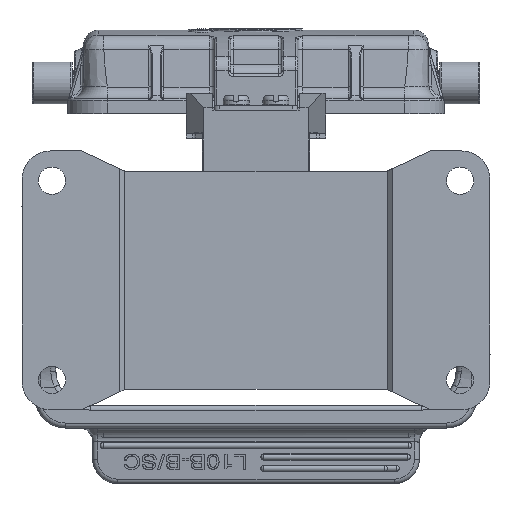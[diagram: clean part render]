
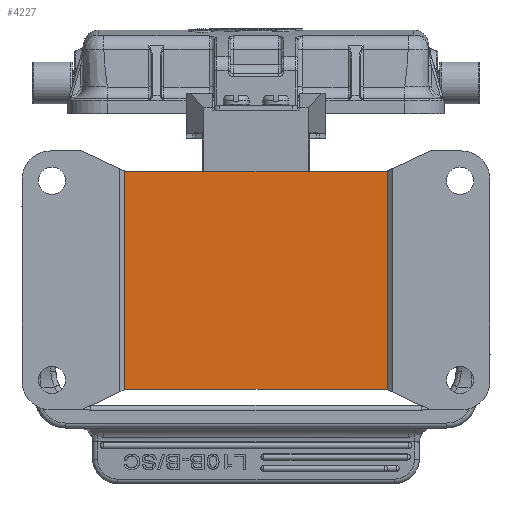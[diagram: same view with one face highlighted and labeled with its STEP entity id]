
A CAD part, front view. The second image highlights one B-rep face of the part: STEP entity #4227.
In plain terms, the highlighted planar face has unit normal (0, -1, 0).
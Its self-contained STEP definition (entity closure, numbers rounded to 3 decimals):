
#2339=PLANE('',#45266);
#4227=ADVANCED_FACE('',(#7652),#2339,.T.);
#7652=FACE_OUTER_BOUND('',#10225,.T.);
#10225=EDGE_LOOP('',(#25706,#25707,#25708,#25709,#25710,#25711,#25712,#25713));
#25706=ORIENTED_EDGE('',*,*,#38437,.F.);
#25707=ORIENTED_EDGE('',*,*,#38438,.T.);
#25708=ORIENTED_EDGE('',*,*,#38435,.F.);
#25709=ORIENTED_EDGE('',*,*,#38439,.F.);
#25710=ORIENTED_EDGE('',*,*,#38418,.F.);
#25711=ORIENTED_EDGE('',*,*,#38416,.F.);
#25712=ORIENTED_EDGE('',*,*,#38302,.F.);
#25713=ORIENTED_EDGE('',*,*,#38440,.F.);
#32918=VERTEX_POINT('',#78225);
#32919=VERTEX_POINT('',#78233);
#33006=VERTEX_POINT('',#78524);
#33007=VERTEX_POINT('',#78540);
#33018=VERTEX_POINT('',#78577);
#33019=VERTEX_POINT('',#78585);
#33020=VERTEX_POINT('',#78598);
#33021=VERTEX_POINT('',#78599);
#38302=EDGE_CURVE('',#32918,#32919,#42288,.T.);
#38416=EDGE_CURVE('',#32919,#33006,#42304,.T.);
#38418=EDGE_CURVE('',#33006,#33007,#42306,.T.);
#38435=EDGE_CURVE('',#33018,#33019,#42309,.T.);
#38437=EDGE_CURVE('',#33020,#33021,#42311,.T.);
#38438=EDGE_CURVE('',#33020,#33019,#42312,.T.);
#38439=EDGE_CURVE('',#33007,#33018,#42313,.T.);
#38440=EDGE_CURVE('',#33021,#32918,#42314,.T.);
#42288=B_SPLINE_CURVE_WITH_KNOTS('',3,(#78226,#78227,#78228,#78229,#78230,
#78231,#78232),.UNSPECIFIED.,.F.,.F.,(4,3,4),(0.,0.03,1.),
 .UNSPECIFIED.);
#42304=B_SPLINE_CURVE_WITH_KNOTS('',3,(#78520,#78521,#78522,#78523),
 .UNSPECIFIED.,.F.,.F.,(4,4),(0.,1.),.UNSPECIFIED.);
#42306=B_SPLINE_CURVE_WITH_KNOTS('',3,(#78530,#78531,#78532,#78533,#78534,
#78535,#78536,#78537,#78538,#78539),.UNSPECIFIED.,.F.,.F.,(4,3,3,4),(0.,
0.03,0.97,1.),.UNSPECIFIED.);
#42309=B_SPLINE_CURVE_WITH_KNOTS('',3,(#78578,#78579,#78580,#78581,#78582,
#78583,#78584),.UNSPECIFIED.,.F.,.F.,(4,3,4),(0.,0.03,1.),
 .UNSPECIFIED.);
#42311=B_SPLINE_CURVE_WITH_KNOTS('',3,(#78591,#78592,#78593,#78594,#78595,
#78596,#78597),.UNSPECIFIED.,.F.,.F.,(4,3,4),(0.,0.969,1.),
 .UNSPECIFIED.);
#42312=B_SPLINE_CURVE_WITH_KNOTS('',3,(#78600,#78601,#78602,#78603),
 .UNSPECIFIED.,.F.,.F.,(4,4),(0.,1.),.UNSPECIFIED.);
#42313=B_SPLINE_CURVE_WITH_KNOTS('',3,(#78604,#78605,#78606,#78607),
 .UNSPECIFIED.,.F.,.F.,(4,4),(0.,1.),.UNSPECIFIED.);
#42314=B_SPLINE_CURVE_WITH_KNOTS('',3,(#78608,#78609,#78610,#78611),
 .UNSPECIFIED.,.F.,.F.,(4,4),(0.,1.),.UNSPECIFIED.);
#45266=AXIS2_PLACEMENT_3D('',#78612,#52768,#52769);
#52768=DIRECTION('',(0.,-1.,0.));
#52769=DIRECTION('',(-1.,0.,0.));
#78225=CARTESIAN_POINT('',(52.073,50.375,18.593));
#78226=CARTESIAN_POINT('',(52.073,50.375,18.592));
#78227=CARTESIAN_POINT('',(52.073,50.375,18.592));
#78228=CARTESIAN_POINT('',(52.073,50.375,18.593));
#78229=CARTESIAN_POINT('',(52.073,50.375,18.593));
#78230=CARTESIAN_POINT('',(52.067,50.375,18.595));
#78231=CARTESIAN_POINT('',(52.061,50.375,18.598));
#78232=CARTESIAN_POINT('',(52.055,50.375,18.601));
#78233=CARTESIAN_POINT('',(52.055,50.375,18.601));
#78520=CARTESIAN_POINT('',(52.055,50.375,18.601));
#78521=CARTESIAN_POINT('',(34.487,50.375,18.601));
#78522=CARTESIAN_POINT('',(16.918,50.375,18.601));
#78523=CARTESIAN_POINT('',(-0.65,50.375,18.601));
#78524=CARTESIAN_POINT('',(-0.65,50.375,18.601));
#78530=CARTESIAN_POINT('',(-0.649,50.375,18.601));
#78531=CARTESIAN_POINT('',(-0.65,50.375,18.601));
#78532=CARTESIAN_POINT('',(-0.65,50.375,18.601));
#78533=CARTESIAN_POINT('',(-0.65,50.375,18.601));
#78534=CARTESIAN_POINT('',(-0.656,50.375,18.598));
#78535=CARTESIAN_POINT('',(-0.661,50.375,18.596));
#78536=CARTESIAN_POINT('',(-0.667,50.375,18.593));
#78537=CARTESIAN_POINT('',(-0.667,50.375,18.593));
#78538=CARTESIAN_POINT('',(-0.667,50.375,18.593));
#78539=CARTESIAN_POINT('',(-0.668,50.375,18.593));
#78540=CARTESIAN_POINT('',(-0.668,50.375,18.593));
#78577=CARTESIAN_POINT('',(-0.668,50.375,62.442));
#78578=CARTESIAN_POINT('',(-0.668,50.375,62.442));
#78579=CARTESIAN_POINT('',(-0.668,50.375,62.442));
#78580=CARTESIAN_POINT('',(-0.668,50.375,62.442));
#78581=CARTESIAN_POINT('',(-0.667,50.375,62.442));
#78582=CARTESIAN_POINT('',(-0.662,50.375,62.439));
#78583=CARTESIAN_POINT('',(-0.656,50.375,62.436));
#78584=CARTESIAN_POINT('',(-0.65,50.375,62.434));
#78585=CARTESIAN_POINT('',(-0.65,50.375,62.434));
#78591=CARTESIAN_POINT('',(52.055,50.375,62.434));
#78592=CARTESIAN_POINT('',(52.061,50.375,62.436));
#78593=CARTESIAN_POINT('',(52.066,50.375,62.439));
#78594=CARTESIAN_POINT('',(52.072,50.375,62.442));
#78595=CARTESIAN_POINT('',(52.072,50.375,62.442));
#78596=CARTESIAN_POINT('',(52.072,50.375,62.442));
#78597=CARTESIAN_POINT('',(52.073,50.375,62.442));
#78598=CARTESIAN_POINT('',(52.055,50.375,62.434));
#78599=CARTESIAN_POINT('',(52.073,50.375,62.442));
#78600=CARTESIAN_POINT('',(52.055,50.375,62.434));
#78601=CARTESIAN_POINT('',(34.487,50.375,62.434));
#78602=CARTESIAN_POINT('',(16.918,50.375,62.434));
#78603=CARTESIAN_POINT('',(-0.65,50.375,62.434));
#78604=CARTESIAN_POINT('',(-0.668,50.376,18.593));
#78605=CARTESIAN_POINT('',(-0.668,50.376,33.209));
#78606=CARTESIAN_POINT('',(-0.668,50.376,47.826));
#78607=CARTESIAN_POINT('',(-0.668,50.376,62.442));
#78608=CARTESIAN_POINT('',(52.073,50.376,62.442));
#78609=CARTESIAN_POINT('',(52.073,50.376,47.825));
#78610=CARTESIAN_POINT('',(52.073,50.376,33.209));
#78611=CARTESIAN_POINT('',(52.073,50.376,18.593));
#78612=CARTESIAN_POINT('',(25.703,50.375,40.517));
